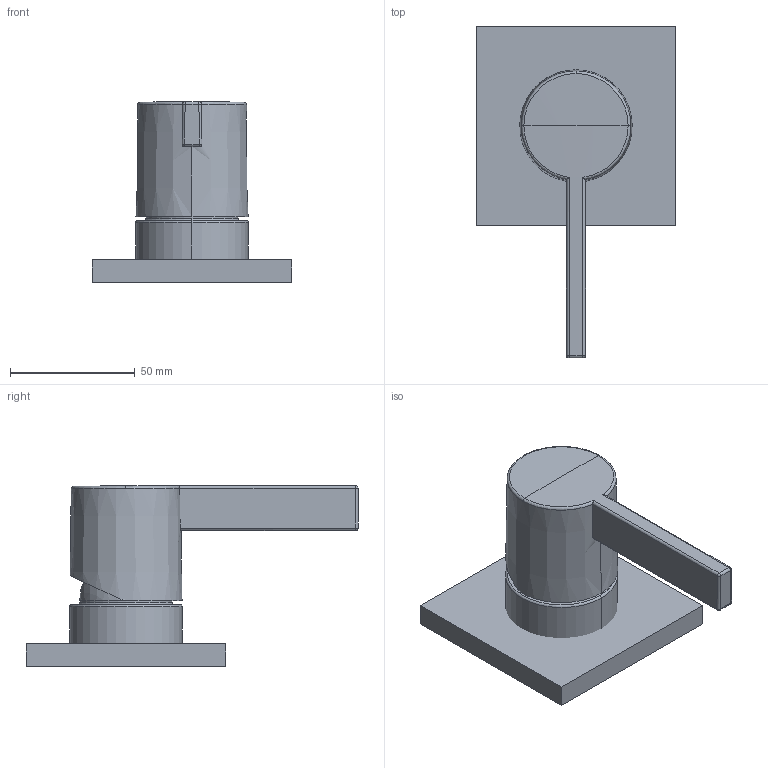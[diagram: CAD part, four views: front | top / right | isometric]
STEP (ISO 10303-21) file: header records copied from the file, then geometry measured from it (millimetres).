
FILE_DESCRIPTION (( 'STEP AP214' ), '1' );
FILE_NAME ('36060670.STEP', '2019-09-12T08:57:25', ( '' ), ( '' ), 'SwSTEP 2.0', 'SolidWorks 2017', '' );
FILE_SCHEMA (( 'AUTOMOTIVE_DESIGN' ));
Length unit declared in the file: millimetre
Products named in the file (4): Planungsmodell_Rosette-+-08.17.73.505-01_-_K15_80x80x9; Planungsmodell_Haube-+-09.11.02.021.94-01_ _K1; Planungsmodell_Hebel-+-09.20.67.004-01_-; 36060670
Assembly tree (3 placements, depth 2):
  36060670
    Planungsmodell_Hebel-+-09.20.67.004-01_-
    Planungsmodell_Haube-+-09.11.02.021.94-01_ _K1
    Planungsmodell_Rosette-+-08.17.73.505-01_-_K15_80x80x9
Bounding box: 80 x 133 x 72.35 mm (x, y, z)
Volume: 184165.2 mm3; surface area: 35736.4 mm2
Topology: 3 solids, 3 shells, 47 faces, 103 edges, 59 vertices
Faces by surface type: plane 15, cylinder 13, sphere 8, torus 7, cone 2, bspline 2
Entity records: 1680 total; most frequent: CARTESIAN_POINT 522, DIRECTION 236, ORIENTED_EDGE 198, AXIS2_PLACEMENT_3D 101, EDGE_CURVE 99, VERTEX_POINT 59, CIRCLE 50, EDGE_LOOP 48
